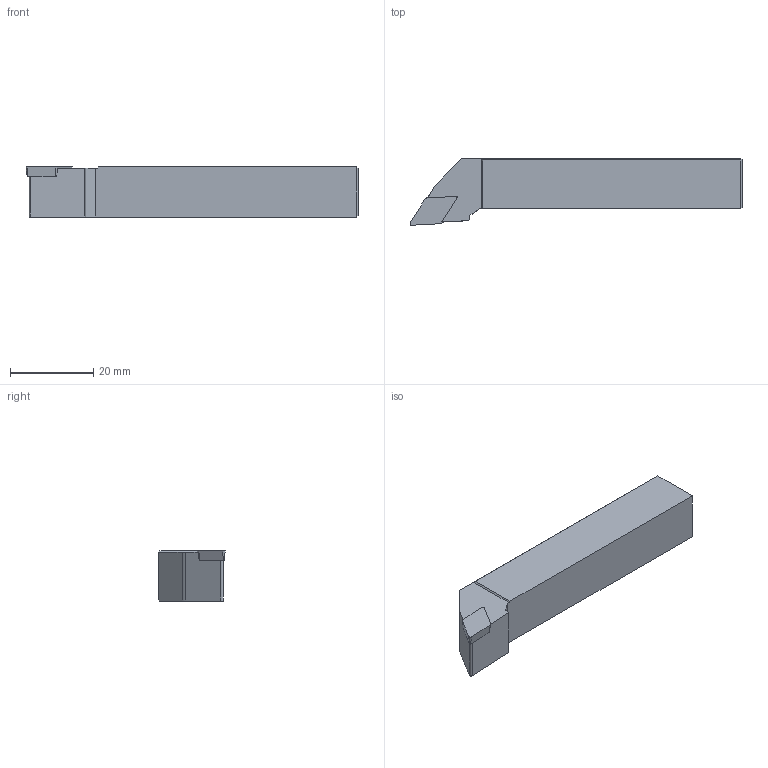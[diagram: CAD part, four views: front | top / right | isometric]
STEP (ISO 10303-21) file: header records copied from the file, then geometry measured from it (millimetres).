
FILE_DESCRIPTION(/* description */ (''),/* implementation_level */ '2;1');
FILE_NAME(/* name */ 'SDJCR-1212-F07.stp',/* time_stamp */ '2023-10-13T16:14:18+03:00',/* author */ (''),/* organization */ (''),/* preprocessor_version */ 'ST-DEVELOPER v19.4',/* originating_system */ 'SIEMENS PLM Software NX2306.3001',/* authorisation */ '');
FILE_SCHEMA (('AUTOMOTIVE_DESIGN { 1 0 10303 214 3 1 1 1 }'));
Length unit declared in the file: millimetre
Products named in the file (1): model1
Bounding box: 79.65 x 15.96 x 12 mm (x, y, z)
Volume: 10944.2 mm3; surface area: 4094.4 mm2
Topology: 2 solids, 2 shells, 35 faces, 84 edges, 53 vertices
Faces by surface type: plane 29, cylinder 4, cone 2
Entity records: 1027 total; most frequent: CARTESIAN_POINT 173, ORIENTED_EDGE 168, DIRECTION 168, EDGE_CURVE 84, LINE 72, VECTOR 72, VERTEX_POINT 53, AXIS2_PLACEMENT_3D 48
